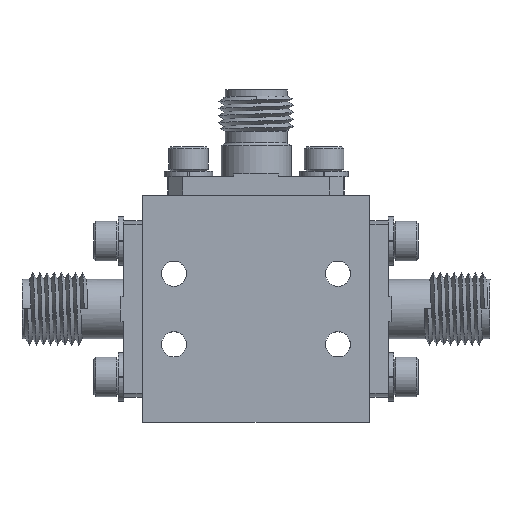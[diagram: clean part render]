
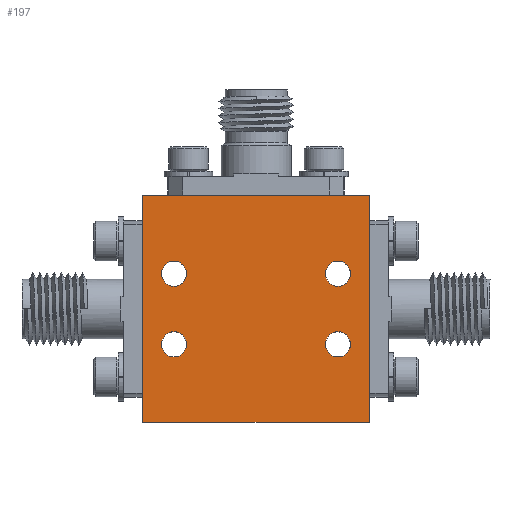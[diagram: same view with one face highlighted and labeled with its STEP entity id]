
A CAD part, front view. The second image highlights one B-rep face of the part: STEP entity #197.
In plain terms, the highlighted planar face has unit normal (0, -1, 0).
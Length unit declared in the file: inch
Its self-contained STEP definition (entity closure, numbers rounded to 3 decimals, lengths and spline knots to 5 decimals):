
#16 = ORIENTED_EDGE ( 'NONE', *, *, #2197, .F. ) ;
#60 = CIRCLE ( 'NONE', #3551, 0.0445 ) ;
#160 = CIRCLE ( 'NONE', #3849, 0.0445 ) ;
#197 = ADVANCED_FACE ( 'NONE', ( #4443, #5670, #8307, #6997, #3575 ), #5135, .F. ) ;
#636 = EDGE_CURVE ( 'NONE', #8708, #1146, #907, .T. ) ;
#802 = EDGE_LOOP ( 'NONE', ( #1840, #6330 ) ) ;
#815 = VECTOR ( 'NONE', #3704, 39.37008 ) ;
#907 = LINE ( 'NONE', #4115, #2719 ) ;
#986 = EDGE_CURVE ( 'NONE', #2979, #8439, #60, .T. ) ;
#1018 = DIRECTION ( 'NONE',  ( 0., 0., 1. ) ) ;
#1044 = VERTEX_POINT ( 'NONE', #6491 ) ;
#1146 = VERTEX_POINT ( 'NONE', #9677 ) ;
#1194 = CARTESIAN_POINT ( 'NONE',  ( 0.27905, -0.30245, -0.12809 ) ) ;
#1367 = VERTEX_POINT ( 'NONE', #8313 ) ;
#1491 = DIRECTION ( 'NONE',  ( 0., 1., 0. ) ) ;
#1515 = EDGE_CURVE ( 'NONE', #6846, #5791, #8799, .T. ) ;
#1568 = CARTESIAN_POINT ( 'NONE',  ( 0.38905, -0.30245, 0.44141 ) ) ;
#1602 = CARTESIAN_POINT ( 'NONE',  ( -0.30095, -0.30245, -0.08359 ) ) ;
#1774 = CIRCLE ( 'NONE', #8875, 0.0445 ) ;
#1807 = LINE ( 'NONE', #4776, #5725 ) ;
#1837 = CARTESIAN_POINT ( 'NONE',  ( 0.38905, -0.30245, 0.44141 ) ) ;
#1840 = ORIENTED_EDGE ( 'NONE', *, *, #6185, .T. ) ;
#1942 = CARTESIAN_POINT ( 'NONE',  ( -0.01095, -0.30245, 0.04141 ) ) ;
#2023 = CARTESIAN_POINT ( 'NONE',  ( -0.30095, -0.30245, -0.08359 ) ) ;
#2135 = EDGE_CURVE ( 'NONE', #9297, #1044, #8259, .T. ) ;
#2197 = EDGE_CURVE ( 'NONE', #7067, #7899, #2673, .T. ) ;
#2266 = CIRCLE ( 'NONE', #8019, 0.0445 ) ;
#2276 = CARTESIAN_POINT ( 'NONE',  ( 0.27905, -0.30245, -0.08359 ) ) ;
#2393 = DIRECTION ( 'NONE',  ( 0., 1., 0. ) ) ;
#2519 = AXIS2_PLACEMENT_3D ( 'NONE', #1942, #8171, #5181 ) ;
#2545 = CARTESIAN_POINT ( 'NONE',  ( -0.30095, -0.30245, 0.16641 ) ) ;
#2553 = EDGE_CURVE ( 'NONE', #1146, #7067, #1807, .T. ) ;
#2661 = CARTESIAN_POINT ( 'NONE',  ( 0.27905, -0.30245, -0.03909 ) ) ;
#2673 = LINE ( 'NONE', #1837, #7297 ) ;
#2719 = VECTOR ( 'NONE', #9556, 39.37008 ) ;
#2856 = DIRECTION ( 'NONE',  ( 0., 1., 0. ) ) ;
#2932 = DIRECTION ( 'NONE',  ( 0., 1., 0. ) ) ;
#2956 = EDGE_LOOP ( 'NONE', ( #5996, #7400 ) ) ;
#2979 = VERTEX_POINT ( 'NONE', #5340 ) ;
#3160 = EDGE_LOOP ( 'NONE', ( #3362, #8920, #9256, #16 ) ) ;
#3183 = ORIENTED_EDGE ( 'NONE', *, *, #5002, .T. ) ;
#3247 = DIRECTION ( 'NONE',  ( 0., 0., 1. ) ) ;
#3290 = EDGE_LOOP ( 'NONE', ( #9062, #4823 ) ) ;
#3362 = ORIENTED_EDGE ( 'NONE', *, *, #2553, .F. ) ;
#3461 = CARTESIAN_POINT ( 'NONE',  ( -0.30095, -0.30245, 0.21091 ) ) ;
#3551 = AXIS2_PLACEMENT_3D ( 'NONE', #1602, #9335, #7757 ) ;
#3575 = FACE_OUTER_BOUND ( 'NONE', #3160, .T. ) ;
#3680 = CARTESIAN_POINT ( 'NONE',  ( -0.30095, -0.30245, 0.16641 ) ) ;
#3704 = DIRECTION ( 'NONE',  ( 0., 0., -1. ) ) ;
#3849 = AXIS2_PLACEMENT_3D ( 'NONE', #2023, #2856, #8350 ) ;
#3938 = DIRECTION ( 'NONE',  ( 0., 0., 1. ) ) ;
#3962 = CARTESIAN_POINT ( 'NONE',  ( 0.27905, -0.30245, 0.16641 ) ) ;
#3976 = DIRECTION ( 'NONE',  ( 0., 0., 1. ) ) ;
#4020 = AXIS2_PLACEMENT_3D ( 'NONE', #2276, #8590, #3938 ) ;
#4115 = CARTESIAN_POINT ( 'NONE',  ( 0.38905, -0.30245, -0.35859 ) ) ;
#4232 = EDGE_CURVE ( 'NONE', #8439, #2979, #160, .T. ) ;
#4443 = FACE_BOUND ( 'NONE', #3290, .T. ) ;
#4500 = CARTESIAN_POINT ( 'NONE',  ( 0.38905, -0.30245, 0.44141 ) ) ;
#4776 = CARTESIAN_POINT ( 'NONE',  ( -0.41095, -0.30245, 0.44141 ) ) ;
#4823 = ORIENTED_EDGE ( 'NONE', *, *, #6042, .T. ) ;
#4938 = DIRECTION ( 'NONE',  ( 0., 1., 0. ) ) ;
#5002 = EDGE_CURVE ( 'NONE', #1044, #9297, #6556, .T. ) ;
#5094 = CARTESIAN_POINT ( 'NONE',  ( 0.38905, -0.30245, -0.35859 ) ) ;
#5135 = PLANE ( 'NONE',  #2519 ) ;
#5181 = DIRECTION ( 'NONE',  ( 0., 0., 1. ) ) ;
#5207 = LINE ( 'NONE', #4500, #815 ) ;
#5340 = CARTESIAN_POINT ( 'NONE',  ( -0.30095, -0.30245, -0.12809 ) ) ;
#5670 = FACE_BOUND ( 'NONE', #8183, .T. ) ;
#5725 = VECTOR ( 'NONE', #3247, 39.37008 ) ;
#5791 = VERTEX_POINT ( 'NONE', #1194 ) ;
#5837 = EDGE_CURVE ( 'NONE', #7899, #8708, #5207, .T. ) ;
#5933 = AXIS2_PLACEMENT_3D ( 'NONE', #3962, #2393, #7756 ) ;
#5996 = ORIENTED_EDGE ( 'NONE', *, *, #4232, .T. ) ;
#6042 = EDGE_CURVE ( 'NONE', #5791, #6846, #1774, .T. ) ;
#6176 = CARTESIAN_POINT ( 'NONE',  ( 0.27905, -0.30245, -0.08359 ) ) ;
#6185 = EDGE_CURVE ( 'NONE', #6849, #1367, #2266, .T. ) ;
#6201 = CARTESIAN_POINT ( 'NONE',  ( 0.27905, -0.30245, 0.21091 ) ) ;
#6330 = ORIENTED_EDGE ( 'NONE', *, *, #7168, .T. ) ;
#6491 = CARTESIAN_POINT ( 'NONE',  ( 0.27905, -0.30245, 0.12191 ) ) ;
#6529 = CIRCLE ( 'NONE', #6752, 0.0445 ) ;
#6543 = CARTESIAN_POINT ( 'NONE',  ( 0.27905, -0.30245, 0.16641 ) ) ;
#6556 = CIRCLE ( 'NONE', #7943, 0.0445 ) ;
#6752 = AXIS2_PLACEMENT_3D ( 'NONE', #3680, #2932, #8361 ) ;
#6846 = VERTEX_POINT ( 'NONE', #2661 ) ;
#6849 = VERTEX_POINT ( 'NONE', #3461 ) ;
#6997 = FACE_BOUND ( 'NONE', #802, .T. ) ;
#7067 = VERTEX_POINT ( 'NONE', #8331 ) ;
#7168 = EDGE_CURVE ( 'NONE', #1367, #6849, #6529, .T. ) ;
#7297 = VECTOR ( 'NONE', #8202, 39.37008 ) ;
#7400 = ORIENTED_EDGE ( 'NONE', *, *, #986, .T. ) ;
#7702 = DIRECTION ( 'NONE',  ( 0., 0., 1. ) ) ;
#7756 = DIRECTION ( 'NONE',  ( 0., 0., 1. ) ) ;
#7757 = DIRECTION ( 'NONE',  ( 0., 0., 1. ) ) ;
#7874 = DIRECTION ( 'NONE',  ( 0., 1., 0. ) ) ;
#7899 = VERTEX_POINT ( 'NONE', #1568 ) ;
#7943 = AXIS2_PLACEMENT_3D ( 'NONE', #6543, #4938, #1018 ) ;
#8019 = AXIS2_PLACEMENT_3D ( 'NONE', #2545, #7874, #3976 ) ;
#8171 = DIRECTION ( 'NONE',  ( 0., 1., 0. ) ) ;
#8183 = EDGE_LOOP ( 'NONE', ( #9061, #3183 ) ) ;
#8202 = DIRECTION ( 'NONE',  ( 1., 0., 0. ) ) ;
#8221 = CARTESIAN_POINT ( 'NONE',  ( -0.30095, -0.30245, -0.03909 ) ) ;
#8259 = CIRCLE ( 'NONE', #5933, 0.0445 ) ;
#8307 = FACE_BOUND ( 'NONE', #2956, .T. ) ;
#8313 = CARTESIAN_POINT ( 'NONE',  ( -0.30095, -0.30245, 0.12191 ) ) ;
#8331 = CARTESIAN_POINT ( 'NONE',  ( -0.41095, -0.30245, 0.44141 ) ) ;
#8350 = DIRECTION ( 'NONE',  ( 0., 0., 1. ) ) ;
#8361 = DIRECTION ( 'NONE',  ( 0., 0., 1. ) ) ;
#8439 = VERTEX_POINT ( 'NONE', #8221 ) ;
#8590 = DIRECTION ( 'NONE',  ( 0., 1., 0. ) ) ;
#8708 = VERTEX_POINT ( 'NONE', #5094 ) ;
#8799 = CIRCLE ( 'NONE', #4020, 0.0445 ) ;
#8875 = AXIS2_PLACEMENT_3D ( 'NONE', #6176, #1491, #7702 ) ;
#8920 = ORIENTED_EDGE ( 'NONE', *, *, #636, .F. ) ;
#9061 = ORIENTED_EDGE ( 'NONE', *, *, #2135, .T. ) ;
#9062 = ORIENTED_EDGE ( 'NONE', *, *, #1515, .T. ) ;
#9256 = ORIENTED_EDGE ( 'NONE', *, *, #5837, .F. ) ;
#9297 = VERTEX_POINT ( 'NONE', #6201 ) ;
#9335 = DIRECTION ( 'NONE',  ( 0., 1., 0. ) ) ;
#9556 = DIRECTION ( 'NONE',  ( -1., 0., 0. ) ) ;
#9677 = CARTESIAN_POINT ( 'NONE',  ( -0.41095, -0.30245, -0.35859 ) ) ;
